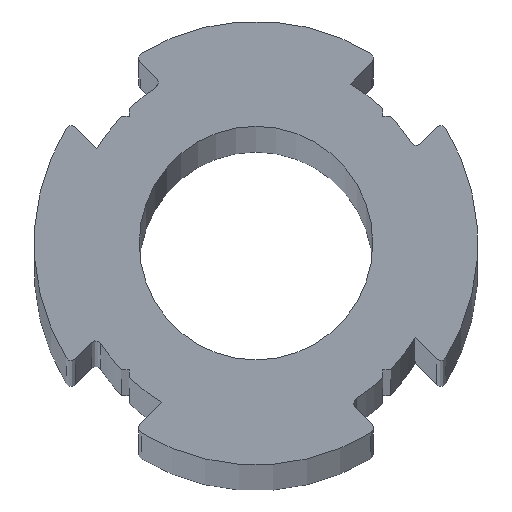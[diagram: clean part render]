
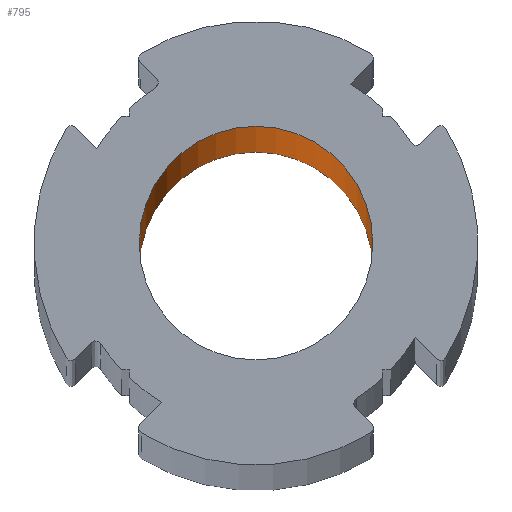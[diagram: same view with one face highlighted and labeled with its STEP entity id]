
A CAD part, top view. The second image highlights one B-rep face of the part: STEP entity #795.
In plain terms, the highlighted cylindrical face has radius 7.9 mm (diameter 15.8 mm), a full revolution.
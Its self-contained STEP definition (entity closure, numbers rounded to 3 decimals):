
#35=FACE_OUTER_BOUND('',#78,.T.);
#78=EDGE_LOOP('',(#524,#525,#526,#527));
#123=LINE('',#1217,#196);
#196=VECTOR('',#957,7.9);
#269=CIRCLE('',#859,7.9);
#270=CIRCLE('',#860,7.9);
#319=VERTEX_POINT('',#1214);
#320=VERTEX_POINT('',#1216);
#401=EDGE_CURVE('',#319,#319,#269,.T.);
#402=EDGE_CURVE('',#319,#320,#123,.T.);
#403=EDGE_CURVE('',#320,#320,#270,.T.);
#524=ORIENTED_EDGE('',*,*,#401,.F.);
#525=ORIENTED_EDGE('',*,*,#402,.T.);
#526=ORIENTED_EDGE('',*,*,#403,.F.);
#527=ORIENTED_EDGE('',*,*,#402,.F.);
#770=CYLINDRICAL_SURFACE('',#858,7.9);
#795=ADVANCED_FACE('',(#35),#770,.F.);
#858=AXIS2_PLACEMENT_3D('',#1213,#953,#954);
#859=AXIS2_PLACEMENT_3D('',#1215,#955,#956);
#860=AXIS2_PLACEMENT_3D('',#1218,#958,#959);
#953=DIRECTION('center_axis',(0.,0.,1.));
#954=DIRECTION('ref_axis',(-1.,0.,0.));
#955=DIRECTION('center_axis',(0.,0.,1.));
#956=DIRECTION('ref_axis',(-1.,0.,0.));
#957=DIRECTION('',(0.,0.,1.));
#958=DIRECTION('center_axis',(0.,0.,-1.));
#959=DIRECTION('ref_axis',(-1.,0.,0.));
#1213=CARTESIAN_POINT('Origin',(0.,0.,0.));
#1214=CARTESIAN_POINT('',(7.9,0.,-500.));
#1215=CARTESIAN_POINT('Origin',(0.,0.,-500.));
#1216=CARTESIAN_POINT('',(7.9,0.,500.));
#1217=CARTESIAN_POINT('',(7.9,0.,0.));
#1218=CARTESIAN_POINT('Origin',(0.,0.,500.));
